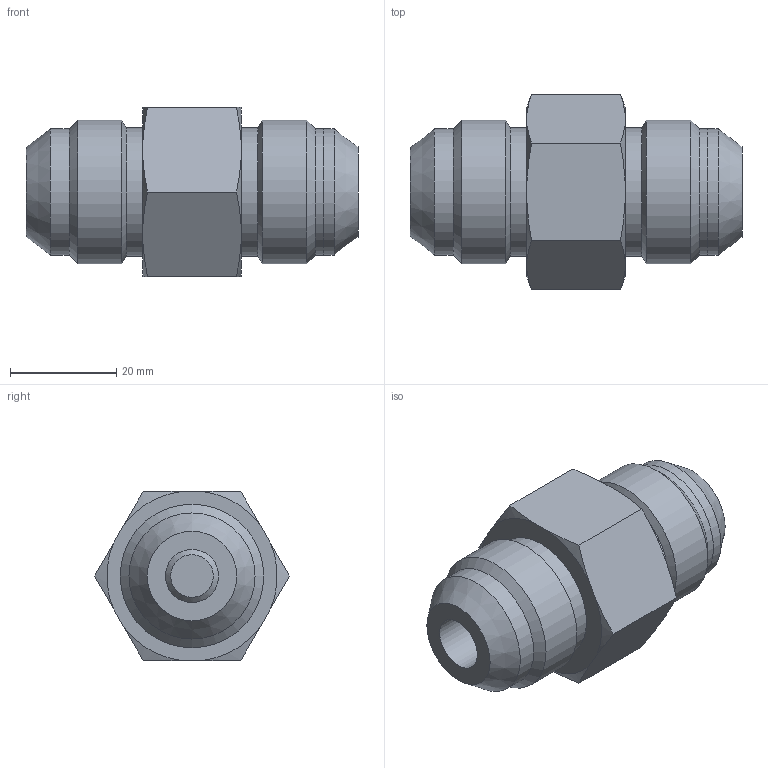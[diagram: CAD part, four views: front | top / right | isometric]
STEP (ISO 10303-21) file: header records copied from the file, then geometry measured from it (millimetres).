
FILE_DESCRIPTION(/* description */ (''),/* implementation_level */ '2;1');
FILE_NAME(/* name */ '1112.stp',/* time_stamp */ '2016-05-16T09:23:06-05:00',/* author */ ('jmc'),/* organization */ (''),/* preprocessor_version */ 'ST-DEVELOPER v16.1',/* originating_system */ 'Autodesk Inventor 2016',/* authorisation */ '');
FILE_SCHEMA (('AUTOMOTIVE_DESIGN { 1 0 10303 214 3 1 1 }'));
Length unit declared in the file: inch
Products named in the file (5): 221716; 221417; 221418; 908 O-RING; 1112
Assembly tree (4 placements, depth 2):
  1112
    221716
    221417
    221418
    908 O-RING
Bounding box: 62.36 x 36.66 x 31.75 mm (x, y, z)
Volume: 29598 mm3; surface area: 14741.8 mm2
Topology: 4 solids, 4 shells, 93 faces, 244 edges, 157 vertices
Faces by surface type: cylinder 37, cone 28, plane 25, torus 3
Full cylindrical faces by diameter (mm): 3.962 x6, 7.544 x1, 9.525 x1, 9.906 x1, 9.982 x1, 12.167 x1, 12.37 x1, 12.7 x1, 16.586 x2, 16.662 x1, 16.688 x1, 16.726 x1, 23.698 x3, 24.054 x2, 26.975 x2
Entity records: 3158 total; most frequent: CARTESIAN_POINT 1093, DIRECTION 392, ORIENTED_EDGE 374, EDGE_CURVE 187, AXIS2_PLACEMENT_3D 187, EDGE_LOOP 153, VERTEX_POINT 144, FACE_OUTER_BOUND 93
